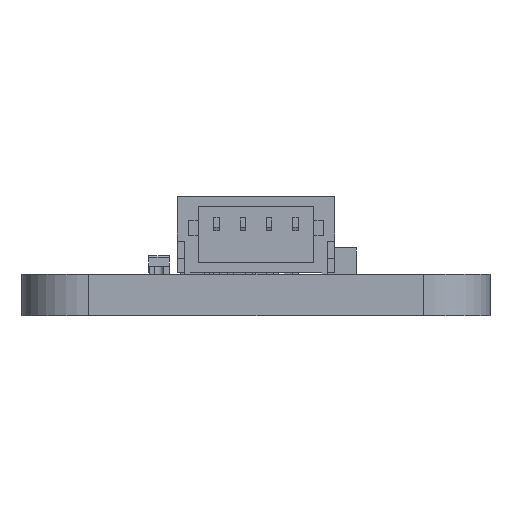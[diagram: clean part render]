
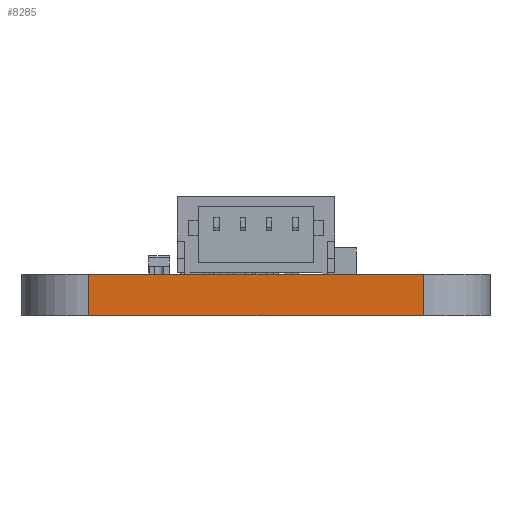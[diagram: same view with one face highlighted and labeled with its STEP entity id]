
A CAD part, left-side view. The second image highlights one B-rep face of the part: STEP entity #8285.
In plain terms, the highlighted planar face has unit normal (-1, 0, 0).
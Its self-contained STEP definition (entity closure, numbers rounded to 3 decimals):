
#157=PLANE('',#8893);
#568=FACE_OUTER_BOUND('',#1010,.T.);
#1010=EDGE_LOOP('',(#5742,#5743,#5744,#5745));
#1512=LINE('',#11760,#2562);
#1513=LINE('',#11763,#2563);
#1514=LINE('',#11765,#2564);
#1515=LINE('',#11766,#2565);
#2562=VECTOR('',#9588,10.);
#2563=VECTOR('',#9591,10.);
#2564=VECTOR('',#9592,10.);
#2565=VECTOR('',#9593,10.);
#3744=VERTEX_POINT('',#11756);
#3745=VERTEX_POINT('',#11758);
#3746=VERTEX_POINT('',#11762);
#3747=VERTEX_POINT('',#11764);
#4546=EDGE_CURVE('',#3744,#3745,#1512,.T.);
#4547=EDGE_CURVE('',#3746,#3744,#1513,.T.);
#4548=EDGE_CURVE('',#3747,#3745,#1514,.T.);
#4549=EDGE_CURVE('',#3746,#3747,#1515,.T.);
#5742=ORIENTED_EDGE('',*,*,#4547,.T.);
#5743=ORIENTED_EDGE('',*,*,#4546,.T.);
#5744=ORIENTED_EDGE('',*,*,#4548,.F.);
#5745=ORIENTED_EDGE('',*,*,#4549,.F.);
#8285=ADVANCED_FACE('',(#568),#157,.T.);
#8893=AXIS2_PLACEMENT_3D('',#11761,#9589,#9590);
#9588=DIRECTION('',(0.,0.,1.));
#9589=DIRECTION('center_axis',(-1.,0.,0.));
#9590=DIRECTION('ref_axis',(0.,-1.,0.));
#9591=DIRECTION('',(0.,-1.,0.));
#9592=DIRECTION('',(0.,-1.,0.));
#9593=DIRECTION('',(0.,0.,1.));
#11756=CARTESIAN_POINT('',(0.,2.54,0.));
#11758=CARTESIAN_POINT('',(0.,2.54,1.57));
#11760=CARTESIAN_POINT('',(0.,2.54,0.));
#11761=CARTESIAN_POINT('Origin',(0.,15.24,0.));
#11762=CARTESIAN_POINT('',(0.,15.24,0.));
#11763=CARTESIAN_POINT('',(0.,15.24,0.));
#11764=CARTESIAN_POINT('',(0.,15.24,1.57));
#11765=CARTESIAN_POINT('',(0.,15.24,1.57));
#11766=CARTESIAN_POINT('',(0.,15.24,0.));
